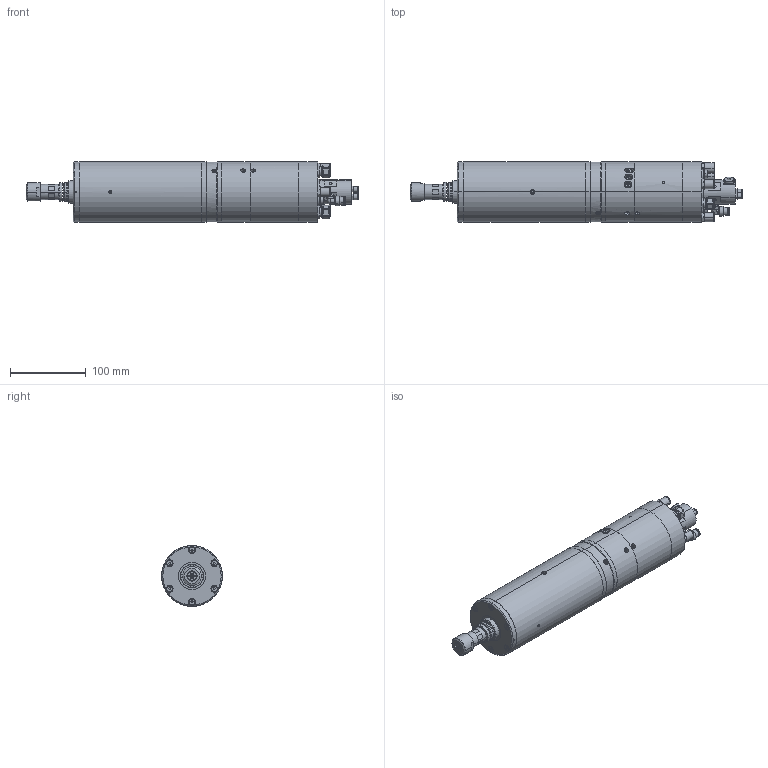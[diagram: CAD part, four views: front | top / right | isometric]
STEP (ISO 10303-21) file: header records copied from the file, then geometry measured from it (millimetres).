
FILE_DESCRIPTION (( 'STEP AP203' ), '1' );
FILE_NAME ('080A40HIKW-00-.STEP', '2016-04-08T09:57:20', ( '' ), ( '' ), 'SwSTEP 2.0', 'SolidWorks 2014', '' );
FILE_SCHEMA (( 'CONFIG_CONTROL_DESIGN' ));
Length unit declared in the file: millimetre
Products named in the file (1): 080A40HIKW-00-
Bounding box: 436.86 x 80 x 80 mm (x, y, z)
Surface area: 133729.1 mm2 (no closed solid volume)
Topology: 0 solids, 64 shells, 737 faces, 2248 edges, 1576 vertices
Faces by surface type: plane 346, cylinder 245, cone 99, torus 46, sphere 1
Entity records: 26402 total; most frequent: CARTESIAN_POINT 5732, DIRECTION 4641, ORIENTED_EDGE 3639, EDGE_CURVE 2240, AXIS2_PLACEMENT_3D 1765, VERTEX_POINT 1576, VECTOR 1111, LINE 1111
